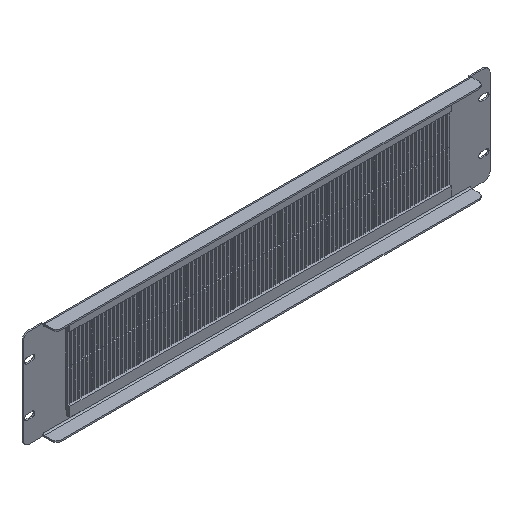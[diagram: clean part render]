
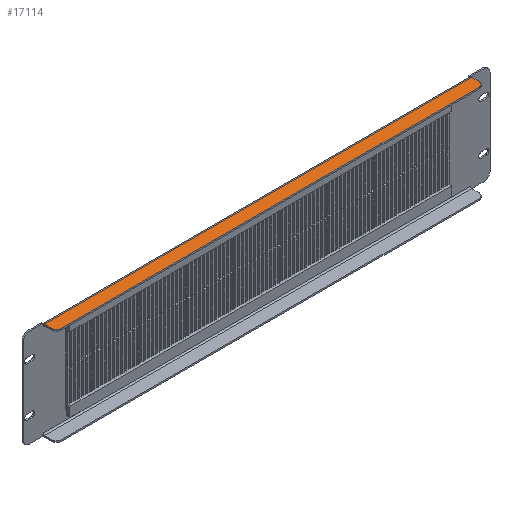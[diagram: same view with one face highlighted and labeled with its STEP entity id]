
A CAD part, isometric view. The second image highlights one B-rep face of the part: STEP entity #17114.
In plain terms, the highlighted planar face has unit normal (0, 0, 1).
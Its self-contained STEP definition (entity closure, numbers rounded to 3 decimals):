
#503 = EDGE_CURVE ( 'NONE', #22695, #15642, #15990, .T. ) ;
#1039 = EDGE_CURVE ( 'NONE', #4190, #23455, #24139, .T. ) ;
#1477 = CARTESIAN_POINT ( 'NONE',  ( 213.25, -10.4, 50. ) ) ;
#1639 = VECTOR ( 'NONE', #12416, 1000. ) ;
#2034 = CARTESIAN_POINT ( 'NONE',  ( -213.25, -10.4, 50. ) ) ;
#2046 = FACE_OUTER_BOUND ( 'NONE', #21928, .T. ) ;
#2632 = CARTESIAN_POINT ( 'NONE',  ( -218.25, -3., 50. ) ) ;
#2722 = CIRCLE ( 'NONE', #16588, 5. ) ;
#3260 = VECTOR ( 'NONE', #8586, 1000. ) ;
#3334 = DIRECTION ( 'NONE',  ( -1., 0., 0. ) ) ;
#4021 = DIRECTION ( 'NONE',  ( 0., -1., 0. ) ) ;
#4190 = VERTEX_POINT ( 'NONE', #14061 ) ;
#5291 = CARTESIAN_POINT ( 'NONE',  ( 218.25, -10.4, 50. ) ) ;
#6701 = DIRECTION ( 'NONE',  ( -1., 0., 0. ) ) ;
#7380 = CARTESIAN_POINT ( 'NONE',  ( -218.25, -15.4, 50. ) ) ;
#7477 = CARTESIAN_POINT ( 'NONE',  ( 0., 0., 50. ) ) ;
#8544 = ORIENTED_EDGE ( 'NONE', *, *, #23531, .F. ) ;
#8586 = DIRECTION ( 'NONE',  ( 0., 1., 0. ) ) ;
#8945 = CARTESIAN_POINT ( 'NONE',  ( 0., -3., 50. ) ) ;
#9385 = DIRECTION ( 'NONE',  ( 0., -1., 0. ) ) ;
#9430 = CARTESIAN_POINT ( 'NONE',  ( -218.25, -10.4, 50. ) ) ;
#9545 = ORIENTED_EDGE ( 'NONE', *, *, #503, .F. ) ;
#9602 = DIRECTION ( 'NONE',  ( 0., 0., 1. ) ) ;
#10534 = EDGE_CURVE ( 'NONE', #22382, #23455, #24259, .T. ) ;
#11066 = LINE ( 'NONE', #18644, #3260 ) ;
#11842 = ORIENTED_EDGE ( 'NONE', *, *, #10534, .T. ) ;
#12044 = ORIENTED_EDGE ( 'NONE', *, *, #1039, .F. ) ;
#12287 = CARTESIAN_POINT ( 'NONE',  ( 218.25, -3., 50. ) ) ;
#12416 = DIRECTION ( 'NONE',  ( 0., -1., 0. ) ) ;
#13436 = DIRECTION ( 'NONE',  ( 0., 0., 1. ) ) ;
#13568 = AXIS2_PLACEMENT_3D ( 'NONE', #2034, #13436, #4021 ) ;
#13711 = VERTEX_POINT ( 'NONE', #2632 ) ;
#14061 = CARTESIAN_POINT ( 'NONE',  ( 213.25, -15.4, 50. ) ) ;
#14163 = LINE ( 'NONE', #8945, #18346 ) ;
#14790 = ORIENTED_EDGE ( 'NONE', *, *, #24427, .T. ) ;
#14856 = DIRECTION ( 'NONE',  ( 0., 0., 1. ) ) ;
#15323 = EDGE_CURVE ( 'NONE', #4190, #15642, #2722, .T. ) ;
#15642 = VERTEX_POINT ( 'NONE', #5291 ) ;
#15870 = CARTESIAN_POINT ( 'NONE',  ( 218.25, -15.4, 50. ) ) ;
#15990 = LINE ( 'NONE', #15870, #1639 ) ;
#16588 = AXIS2_PLACEMENT_3D ( 'NONE', #1477, #14856, #9385 ) ;
#17114 = ADVANCED_FACE ( 'NONE', ( #2046 ), #22641, .T. ) ;
#18033 = ORIENTED_EDGE ( 'NONE', *, *, #15323, .T. ) ;
#18346 = VECTOR ( 'NONE', #6701, 1000. ) ;
#18644 = CARTESIAN_POINT ( 'NONE',  ( -218.25, -1.5, 50. ) ) ;
#19431 = AXIS2_PLACEMENT_3D ( 'NONE', #7477, #9602, #24361 ) ;
#19448 = VECTOR ( 'NONE', #3334, 1000. ) ;
#21928 = EDGE_LOOP ( 'NONE', ( #8544, #11842, #12044, #18033, #9545, #14790 ) ) ;
#22382 = VERTEX_POINT ( 'NONE', #9430 ) ;
#22641 = PLANE ( 'NONE',  #19431 ) ;
#22695 = VERTEX_POINT ( 'NONE', #12287 ) ;
#23455 = VERTEX_POINT ( 'NONE', #24215 ) ;
#23531 = EDGE_CURVE ( 'NONE', #22382, #13711, #11066, .T. ) ;
#24139 = LINE ( 'NONE', #7380, #19448 ) ;
#24215 = CARTESIAN_POINT ( 'NONE',  ( -213.25, -15.4, 50. ) ) ;
#24259 = CIRCLE ( 'NONE', #13568, 5. ) ;
#24361 = DIRECTION ( 'NONE',  ( 0., -1., 0. ) ) ;
#24427 = EDGE_CURVE ( 'NONE', #22695, #13711, #14163, .T. ) ;
